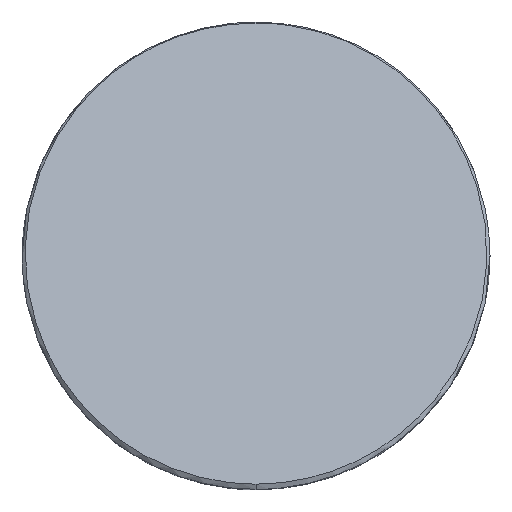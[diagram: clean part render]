
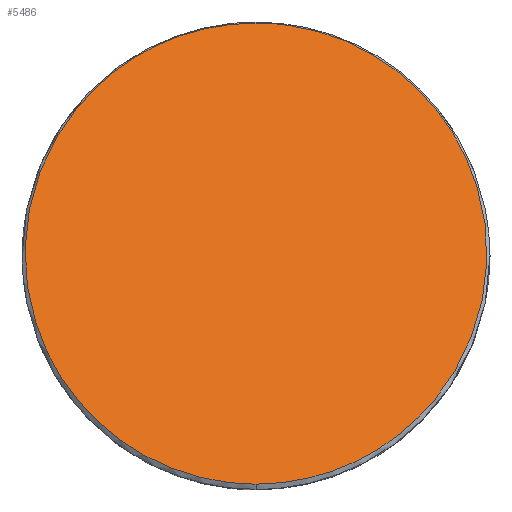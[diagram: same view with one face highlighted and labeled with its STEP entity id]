
A CAD part, top view. The second image highlights one B-rep face of the part: STEP entity #5486.
In plain terms, the highlighted planar face has unit normal (0, 0.707, 0.707).
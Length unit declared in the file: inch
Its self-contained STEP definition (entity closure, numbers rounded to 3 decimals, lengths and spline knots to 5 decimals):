
#24 = CARTESIAN_POINT ( 'NONE',  ( -0.10929, -0.21949, 0.3865 ) ) ;
#291 = CARTESIAN_POINT ( 'NONE',  ( -0.98425, 0.25, -0.08296 ) ) ;
#381 = CARTESIAN_POINT ( 'NONE',  ( 0.03235, -0.24283, 0.40984 ) ) ;
#422 = CARTESIAN_POINT ( 'NONE',  ( 0.24514, -0.03003, 0.19706 ) ) ;
#474 = CARTESIAN_POINT ( 'NONE',  ( 0.03219, 0.24707, -0.08002 ) ) ;
#861 = CARTESIAN_POINT ( 'NONE',  ( 0., -0.24443, 0.41145 ) ) ;
#977 = CARTESIAN_POINT ( 'NONE',  ( -0.02018, 0.24825, -0.08121 ) ) ;
#1025 = CARTESIAN_POINT ( 'NONE',  ( -0.23412, 0.08185, 0.08519 ) ) ;
#1067 = CARTESIAN_POINT ( 'NONE',  ( -0.06392, -0.23655, 0.40356 ) ) ;
#1415 = CARTESIAN_POINT ( 'NONE',  ( 0.07955, -0.23181, 0.39882 ) ) ;
#1464 = CARTESIAN_POINT ( 'NONE',  ( 0.24674, 0.03452, 0.13251 ) ) ;
#1512 = CARTESIAN_POINT ( 'NONE',  ( 0.00802, 0.24905, -0.082 ) ) ;
#1778 = B_SPLINE_CURVE_WITH_KNOTS ( 'NONE', 3,
 ( #5660, #12001, #381, #7784, #1415, #8833, #2502, #9923, #3564, #10985, #4628, #12044, #5699, #13113, #6752, #422, #7824, #1464, #8881, #2545, #9966, #3616, #11025, #4669, #12092, #5748, #13152, #6798, #474, #7868, #1512, #8932 ),
 .UNSPECIFIED., .F., .F.,
 ( 4, 2, 2, 2, 2, 2, 2, 2, 2, 2, 2, 2, 2, 2, 2, 4 ),
 ( 0.5, 0.53125, 0.5625, 0.59375, 0.625, 0.65625, 0.6875, 0.71875, 0.75, 0.8125, 0.875, 0.90625, 0.9375, 0.96875, 0.98438, 1. ),
 .UNSPECIFIED. ) ;
#2052 = CARTESIAN_POINT ( 'NONE',  ( -0.04024, 0.24587, -0.07883 ) ) ;
#2101 = CARTESIAN_POINT ( 'NONE',  ( -0.24514, 0.03464, 0.13239 ) ) ;
#2156 = CARTESIAN_POINT ( 'NONE',  ( -0.01609, -0.24443, 0.41145 ) ) ;
#2157 = EDGE_CURVE ( 'NONE', #6401, #4011, #8450, .T. ) ;
#2266 = EDGE_LOOP ( 'NONE', ( #6225, #12041 ) ) ;
#2502 = CARTESIAN_POINT ( 'NONE',  ( 0.12369, -0.21179, 0.37881 ) ) ;
#2545 = CARTESIAN_POINT ( 'NONE',  ( 0.21563, 0.12649, 0.04054 ) ) ;
#3132 = CARTESIAN_POINT ( 'NONE',  ( -0.07955, 0.23642, -0.06938 ) ) ;
#3178 = CARTESIAN_POINT ( 'NONE',  ( -0.24674, -0.02991, 0.19694 ) ) ;
#3519 = EDGE_CURVE ( 'NONE', #4011, #6401, #1778, .T. ) ;
#3564 = CARTESIAN_POINT ( 'NONE',  ( 0.16308, -0.18355, 0.35057 ) ) ;
#3616 = CARTESIAN_POINT ( 'NONE',  ( 0.16308, 0.18816, -0.02113 ) ) ;
#4011 = VERTEX_POINT ( 'NONE', #861 ) ;
#4184 = CARTESIAN_POINT ( 'NONE',  ( -0.12369, 0.21641, -0.04937 ) ) ;
#4230 = CARTESIAN_POINT ( 'NONE',  ( -0.21563, -0.12188, 0.2889 ) ) ;
#4531 = DIRECTION ( 'NONE',  ( 0., -0.707, 0.707 ) ) ;
#4628 = CARTESIAN_POINT ( 'NONE',  ( 0.19621, -0.14817, 0.31519 ) ) ;
#4669 = CARTESIAN_POINT ( 'NONE',  ( 0.12369, 0.21641, -0.04937 ) ) ;
#5214 = CARTESIAN_POINT ( 'NONE',  ( -0.00809, 0.24894, -0.0819 ) ) ;
#5263 = CARTESIAN_POINT ( 'NONE',  ( -0.16308, 0.18816, -0.02112 ) ) ;
#5315 = CARTESIAN_POINT ( 'NONE',  ( -0.16308, -0.18355, 0.35057 ) ) ;
#5486 = ADVANCED_FACE ( 'NONE', ( #8220 ), #8753, .T. ) ;
#5660 = CARTESIAN_POINT ( 'NONE',  ( 0., -0.24443, 0.41145 ) ) ;
#5699 = CARTESIAN_POINT ( 'NONE',  ( 0.22179, -0.107, 0.27402 ) ) ;
#5748 = CARTESIAN_POINT ( 'NONE',  ( 0.07955, 0.23642, -0.06938 ) ) ;
#6225 = ORIENTED_EDGE ( 'NONE', *, *, #2157, .T. ) ;
#6267 = CARTESIAN_POINT ( 'NONE',  ( 0., 0.24904, -0.082 ) ) ;
#6313 = CARTESIAN_POINT ( 'NONE',  ( -0.19621, 0.15278, 0.01426 ) ) ;
#6357 = CARTESIAN_POINT ( 'NONE',  ( -0.12369, -0.2118, 0.37881 ) ) ;
#6401 = VERTEX_POINT ( 'NONE', #8578 ) ;
#6752 = CARTESIAN_POINT ( 'NONE',  ( 0.23885, -0.06163, 0.22865 ) ) ;
#6798 = CARTESIAN_POINT ( 'NONE',  ( 0.04024, 0.24587, -0.07883 ) ) ;
#7336 = CARTESIAN_POINT ( 'NONE',  ( -0.01613, 0.24855, -0.08151 ) ) ;
#7386 = CARTESIAN_POINT ( 'NONE',  ( -0.22179, 0.11161, 0.05542 ) ) ;
#7438 = CARTESIAN_POINT ( 'NONE',  ( -0.07955, -0.23181, 0.39883 ) ) ;
#7784 = CARTESIAN_POINT ( 'NONE',  ( 0.06392, -0.23655, 0.40357 ) ) ;
#7824 = CARTESIAN_POINT ( 'NONE',  ( 0.24674, -0.0138, 0.18083 ) ) ;
#7868 = CARTESIAN_POINT ( 'NONE',  ( 0.01618, 0.24865, -0.0816 ) ) ;
#7922 = AXIS2_PLACEMENT_3D ( 'NONE', #291, #10898, #4531 ) ;
#8220 = FACE_OUTER_BOUND ( 'NONE', #2266, .T. ) ;
#8396 = CARTESIAN_POINT ( 'NONE',  ( -0.03219, 0.24707, -0.08003 ) ) ;
#8448 = CARTESIAN_POINT ( 'NONE',  ( -0.23885, 0.06624, 0.10079 ) ) ;
#8450 = B_SPLINE_CURVE_WITH_KNOTS ( 'NONE', 3,
 ( #6267, #9295, #5214, #7336, #977, #8396, #2052, #9469, #3132, #10537, #4184, #11604, #5263, #12667, #6313, #13725, #7386, #1025, #8448, #2101, #9515, #3178, #10593, #4230, #11650, #5315, #12715, #6357, #24, #7438, #1067, #8494, #2156, #9562 ),
 .UNSPECIFIED., .F., .F.,
 ( 4, 2, 2, 2, 2, 2, 2, 2, 2, 2, 2, 2, 2, 2, 2, 2, 4 ),
 ( 0., 0.00781, 0.01563, 0.03125, 0.0625, 0.09375, 0.125, 0.15625, 0.1875, 0.21875, 0.25, 0.3125, 0.375, 0.40625, 0.4375, 0.46875, 0.5 ),
 .UNSPECIFIED. ) ;
#8494 = CARTESIAN_POINT ( 'NONE',  ( -0.03235, -0.24283, 0.40985 ) ) ;
#8578 = CARTESIAN_POINT ( 'NONE',  ( 0., 0.24904, -0.082 ) ) ;
#8753 = PLANE ( 'NONE',  #7922 ) ;
#8833 = CARTESIAN_POINT ( 'NONE',  ( 0.10929, -0.21949, 0.38651 ) ) ;
#8881 = CARTESIAN_POINT ( 'NONE',  ( 0.24028, 0.06696, 0.10007 ) ) ;
#8932 = CARTESIAN_POINT ( 'NONE',  ( 0., 0.24904, -0.082 ) ) ;
#9295 = CARTESIAN_POINT ( 'NONE',  ( -0.00407, 0.24904, -0.082 ) ) ;
#9469 = CARTESIAN_POINT ( 'NONE',  ( -0.06392, 0.24116, -0.07412 ) ) ;
#9515 = CARTESIAN_POINT ( 'NONE',  ( -0.24674, 0.01841, 0.14861 ) ) ;
#9562 = CARTESIAN_POINT ( 'NONE',  ( 0., -0.24443, 0.41145 ) ) ;
#9923 = CARTESIAN_POINT ( 'NONE',  ( 0.15047, -0.19391, 0.36092 ) ) ;
#9966 = CARTESIAN_POINT ( 'NONE',  ( 0.19724, 0.154, 0.01304 ) ) ;
#10537 = CARTESIAN_POINT ( 'NONE',  ( -0.10929, 0.2241, -0.05706 ) ) ;
#10593 = CARTESIAN_POINT ( 'NONE',  ( -0.24028, -0.06235, 0.22938 ) ) ;
#10898 = DIRECTION ( 'NONE',  ( 0., 0.707, 0.707 ) ) ;
#10985 = CARTESIAN_POINT ( 'NONE',  ( 0.18586, -0.16078, 0.3278 ) ) ;
#11025 = CARTESIAN_POINT ( 'NONE',  ( 0.15047, 0.19852, -0.03148 ) ) ;
#11604 = CARTESIAN_POINT ( 'NONE',  ( -0.15047, 0.19852, -0.03148 ) ) ;
#11650 = CARTESIAN_POINT ( 'NONE',  ( -0.19724, -0.14939, 0.31641 ) ) ;
#12001 = CARTESIAN_POINT ( 'NONE',  ( 0.01609, -0.24443, 0.41145 ) ) ;
#12041 = ORIENTED_EDGE ( 'NONE', *, *, #3519, .T. ) ;
#12044 = CARTESIAN_POINT ( 'NONE',  ( 0.21411, -0.12138, 0.2884 ) ) ;
#12092 = CARTESIAN_POINT ( 'NONE',  ( 0.10929, 0.2241, -0.05706 ) ) ;
#12667 = CARTESIAN_POINT ( 'NONE',  ( -0.18586, 0.16539, 0.00165 ) ) ;
#12715 = CARTESIAN_POINT ( 'NONE',  ( -0.15047, -0.1939, 0.36092 ) ) ;
#13113 = CARTESIAN_POINT ( 'NONE',  ( 0.23412, -0.07723, 0.24426 ) ) ;
#13152 = CARTESIAN_POINT ( 'NONE',  ( 0.06392, 0.24116, -0.07412 ) ) ;
#13725 = CARTESIAN_POINT ( 'NONE',  ( -0.21411, 0.12599, 0.04104 ) ) ;
